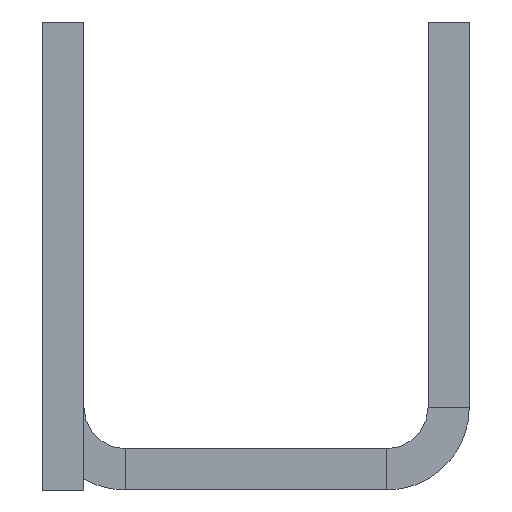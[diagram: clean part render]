
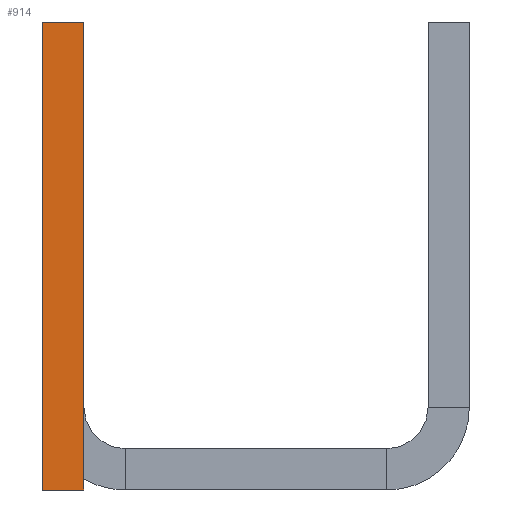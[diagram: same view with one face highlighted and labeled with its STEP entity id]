
A CAD part, front view. The second image highlights one B-rep face of the part: STEP entity #914.
In plain terms, the highlighted planar face has unit normal (0, -1, 0).
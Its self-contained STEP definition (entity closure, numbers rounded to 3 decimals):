
#179 = CARTESIAN_POINT ( 'NONE',  ( -1.5, -672.5, 0. ) ) ;
#777 = EDGE_CURVE ( 'NONE', #2886, #5016, #2673, .T. ) ;
#781 = EDGE_CURVE ( 'NONE', #5020, #2886, #2655, .T. ) ;
#828 = EDGE_CURVE ( 'NONE', #5039, #5016, #1690, .T. ) ;
#833 = EDGE_CURVE ( 'NONE', #5020, #5039, #1662, .T. ) ;
#914 = ADVANCED_FACE ( 'NONE', ( #3684 ), #3661, .T. ) ;
#1629 = CARTESIAN_POINT ( 'NONE',  ( -1.5, -672.5, 17. ) ) ;
#1632 = DIRECTION ( 'NONE',  ( 1., 0., 0. ) ) ;
#1662 = LINE ( 'NONE', #1629, #4286 ) ;
#1674 = DIRECTION ( 'NONE',  ( 0., 0., -1. ) ) ;
#1680 = CARTESIAN_POINT ( 'NONE',  ( 0., -672.5, 0. ) ) ;
#1690 = LINE ( 'NONE', #1680, #4306 ) ;
#2578 = EDGE_LOOP ( 'NONE', ( #3229, #3230, #3231, #3232 ) ) ;
#2653 = DIRECTION ( 'NONE',  ( 0., 0., -1. ) ) ;
#2654 = CARTESIAN_POINT ( 'NONE',  ( -1.5, -672.5, 0. ) ) ;
#2655 = LINE ( 'NONE', #2654, #4363 ) ;
#2669 = DIRECTION ( 'NONE',  ( 1., 0., 0. ) ) ;
#2673 = LINE ( 'NONE', #2684, #4377 ) ;
#2684 = CARTESIAN_POINT ( 'NONE',  ( -1.5, -672.5, 0. ) ) ;
#2886 = VERTEX_POINT ( 'NONE', #179 ) ;
#3110 = CARTESIAN_POINT ( 'NONE',  ( 0., -672.5, 17. ) ) ;
#3127 = CARTESIAN_POINT ( 'NONE',  ( -1.5, -672.5, 17. ) ) ;
#3131 = CARTESIAN_POINT ( 'NONE',  ( 0., -672.5, 0. ) ) ;
#3229 = ORIENTED_EDGE ( 'NONE', *, *, #828, .F. ) ;
#3230 = ORIENTED_EDGE ( 'NONE', *, *, #833, .F. ) ;
#3231 = ORIENTED_EDGE ( 'NONE', *, *, #781, .T. ) ;
#3232 = ORIENTED_EDGE ( 'NONE', *, *, #777, .T. ) ;
#3658 = DIRECTION ( 'NONE',  ( 0., -1., 0. ) ) ;
#3661 = PLANE ( 'NONE',  #4162 ) ;
#3666 = DIRECTION ( 'NONE',  ( 0., 0., -1. ) ) ;
#3684 = FACE_OUTER_BOUND ( 'NONE', #2578, .T. ) ;
#3688 = CARTESIAN_POINT ( 'NONE',  ( -1.5, -672.5, 0. ) ) ;
#4162 = AXIS2_PLACEMENT_3D ( 'NONE', #3688, #3658, #3666 ) ;
#4286 = VECTOR ( 'NONE', #1632, 1000. ) ;
#4306 = VECTOR ( 'NONE', #1674, 1000. ) ;
#4363 = VECTOR ( 'NONE', #2653, 1000. ) ;
#4377 = VECTOR ( 'NONE', #2669, 1000. ) ;
#5016 = VERTEX_POINT ( 'NONE', #3131 ) ;
#5020 = VERTEX_POINT ( 'NONE', #3127 ) ;
#5039 = VERTEX_POINT ( 'NONE', #3110 ) ;
